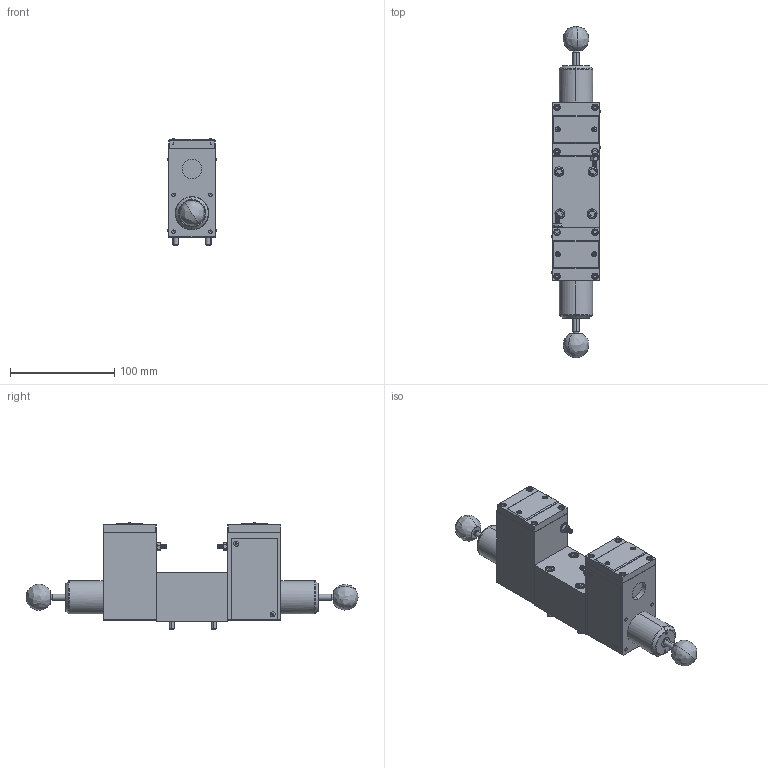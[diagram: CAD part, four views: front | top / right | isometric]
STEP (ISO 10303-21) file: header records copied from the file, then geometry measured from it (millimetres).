
FILE_DESCRIPTION (( 'STEP AP214' ), '1' );
FILE_NAME ('4ED6-800900-bob-AB.STEP', '2016-01-20T08:38:57', ( '' ), ( '' ), 'SwSTEP 2.0', 'SolidWorks 2012', '' );
FILE_SCHEMA (( 'AUTOMOTIVE_DESIGN' ));
Length unit declared in the file: millimetre
Products named in the file (1): 4ED6-800900-bob-AB
Bounding box: 47.2 x 319.15 x 102.85 mm (x, y, z)
Volume: 639855.3 mm3; surface area: 135992.4 mm2
Topology: 36 solids, 66 shells, 1400 faces, 3225 edges, 2002 vertices
Faces by surface type: cylinder 475, cone 425, plane 383, bspline 117
Entity records: 63263 total; most frequent: CARTESIAN_POINT 16433, DIRECTION 6617, ORIENTED_EDGE 6292, EDGE_CURVE 3146, AXIS2_PLACEMENT_3D 2660, VERTEX_POINT 2002, EDGE_LOOP 1576, UNCERTAINTY_MEASURE_WITH_UNIT 1438
